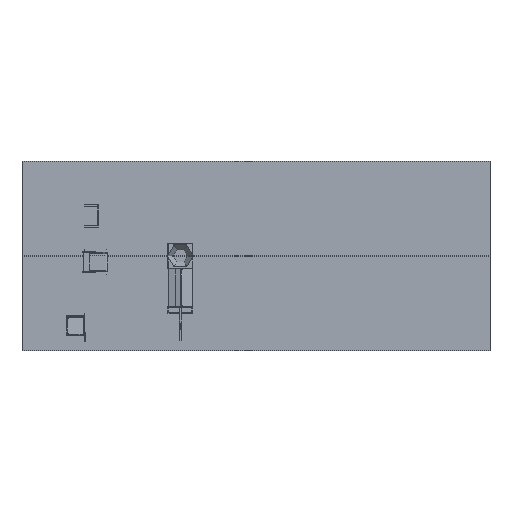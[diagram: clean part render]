
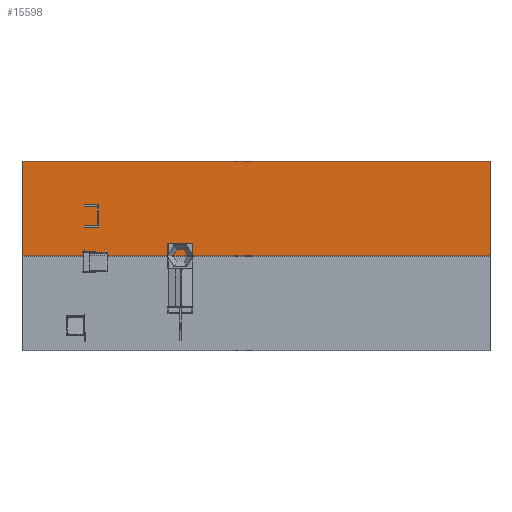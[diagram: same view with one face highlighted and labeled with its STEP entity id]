
A CAD part, top view. The second image highlights one B-rep face of the part: STEP entity #15598.
In plain terms, the highlighted planar face has unit normal (0, 0, 1).
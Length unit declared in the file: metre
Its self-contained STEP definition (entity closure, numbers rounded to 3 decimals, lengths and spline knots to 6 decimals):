
#2091=ORIENTED_EDGE('',*,*,#6409,.F.);
#2092=ORIENTED_EDGE('',*,*,#6413,.T.);
#2093=ORIENTED_EDGE('',*,*,#6416,.T.);
#2094=ORIENTED_EDGE('',*,*,#6419,.F.);
#6409=EDGE_CURVE('',#8578,#8579,#10068,.T.);
#6413=EDGE_CURVE('',#8578,#8582,#10072,.T.);
#6416=EDGE_CURVE('',#8582,#8584,#10075,.T.);
#6419=EDGE_CURVE('',#8579,#8584,#10078,.T.);
#8578=VERTEX_POINT('',#23931);
#8579=VERTEX_POINT('',#23932);
#8582=VERTEX_POINT('',#23940);
#8584=VERTEX_POINT('',#23946);
#10068=LINE('',#23930,#11445);
#10072=LINE('',#23939,#11449);
#10075=LINE('',#23945,#11452);
#10078=LINE('',#23951,#11455);
#11445=VECTOR('',#19025,1.);
#11449=VECTOR('',#19031,1.);
#11452=VECTOR('',#19036,1.);
#11455=VECTOR('',#19041,1.);
#12827=EDGE_LOOP('',(#2091,#2092,#2093,#2094));
#13950=FACE_BOUND('',#12827,.T.);
#15073=PLANE('',#17262);
#15598=ADVANCED_FACE('',(#13950),#15073,.T.);
#17262=AXIS2_PLACEMENT_3D('',#23954,#19045,#19046);
#19025=DIRECTION('',(-1.,0.,0.));
#19031=DIRECTION('',(0.,1.,0.));
#19036=DIRECTION('',(-1.,0.,0.));
#19041=DIRECTION('',(0.,1.,0.));
#19045=DIRECTION('',(0.,0.,1.));
#19046=DIRECTION('',(1.,0.,0.));
#23930=CARTESIAN_POINT('',(0.,-4.572,0.));
#23931=CARTESIAN_POINT('',(11.2776,-4.572,0.));
#23932=CARTESIAN_POINT('',(-11.2776,-4.572,0.));
#23939=CARTESIAN_POINT('',(11.2776,-2.286,0.));
#23940=CARTESIAN_POINT('',(11.2776,0.,0.));
#23945=CARTESIAN_POINT('',(0.,0.,0.));
#23946=CARTESIAN_POINT('',(-11.2776,0.,0.));
#23951=CARTESIAN_POINT('',(-11.2776,-2.286,0.));
#23954=CARTESIAN_POINT('',(0.,-2.286,0.));
